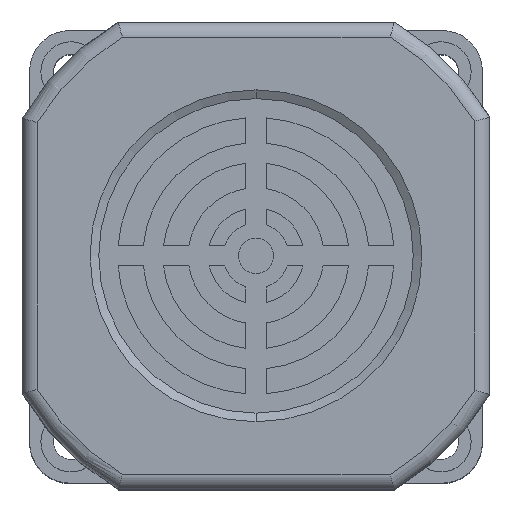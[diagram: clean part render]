
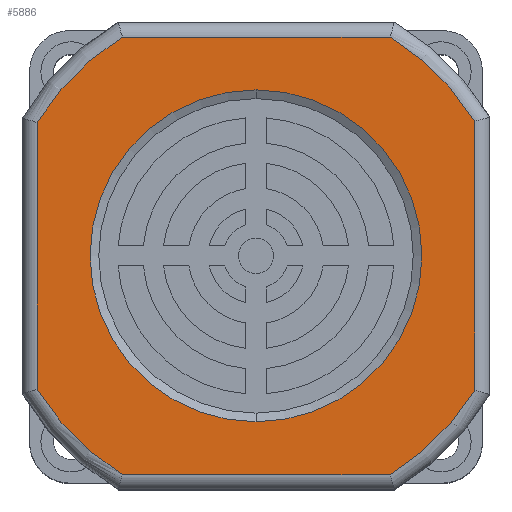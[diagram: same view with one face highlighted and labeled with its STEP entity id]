
A CAD part, top view. The second image highlights one B-rep face of the part: STEP entity #5886.
In plain terms, the highlighted face is planar.
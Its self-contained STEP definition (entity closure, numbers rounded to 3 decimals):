
#319 = DIRECTION ( 'NONE',  ( 0., 0., 1. ) ) ;
#335 = DIRECTION ( 'NONE',  ( 0., 0., 1. ) ) ;
#340 = CARTESIAN_POINT ( 'NONE',  ( 0., 0., 0. ) ) ;
#450 = DIRECTION ( 'NONE',  ( 0., 0., 1. ) ) ;
#526 = CARTESIAN_POINT ( 'NONE',  ( -43.5, 0., 0. ) ) ;
#1028 = VERTEX_POINT ( 'NONE', #13805 ) ;
#1088 = CIRCLE ( 'NONE', #15002, 51. ) ;
#1257 = ORIENTED_EDGE ( 'NONE', *, *, #6937, .T. ) ;
#1565 = DIRECTION ( 'NONE',  ( 0., 0., -1. ) ) ;
#2324 = VECTOR ( 'NONE', #335, 1000. ) ;
#2325 = CARTESIAN_POINT ( 'NONE',  ( 43.5, 0., 26.705 ) ) ;
#2382 = DIRECTION ( 'NONE',  ( 1., 0., 0. ) ) ;
#2658 = EDGE_LOOP ( 'NONE', ( #6421, #7279, #1257, #12307, #5731, #10663, #10338, #8495 ) ) ;
#2775 = VERTEX_POINT ( 'NONE', #2325 ) ;
#3134 = CIRCLE ( 'NONE', #6951, 51. ) ;
#3271 = ORIENTED_EDGE ( 'NONE', *, *, #10926, .F. ) ;
#3319 = CARTESIAN_POINT ( 'NONE',  ( 0.05, 0., 0. ) ) ;
#3593 = EDGE_CURVE ( 'NONE', #6248, #1028, #11316, .T. ) ;
#3643 = VERTEX_POINT ( 'NONE', #5818 ) ;
#3892 = CARTESIAN_POINT ( 'NONE',  ( 0.05, 0., 0. ) ) ;
#4030 = VECTOR ( 'NONE', #15330, 1000. ) ;
#4400 = DIRECTION ( 'NONE',  ( 0., -1., 0. ) ) ;
#4524 = DIRECTION ( 'NONE',  ( 0., 0., 1. ) ) ;
#4533 = CARTESIAN_POINT ( 'NONE',  ( 0.05, 0., 43.5 ) ) ;
#4646 = EDGE_CURVE ( 'NONE', #13548, #10438, #8006, .T. ) ;
#4890 = VECTOR ( 'NONE', #2382, 1000. ) ;
#5063 = CARTESIAN_POINT ( 'NONE',  ( -43.5, 0., -26.54 ) ) ;
#5074 = AXIS2_PLACEMENT_3D ( 'NONE', #11625, #4400, #12839 ) ;
#5096 = DIRECTION ( 'NONE',  ( 0., 0., 1. ) ) ;
#5199 = CARTESIAN_POINT ( 'NONE',  ( 43.5, 0., 0. ) ) ;
#5497 = AXIS2_PLACEMENT_3D ( 'NONE', #3319, #11747, #4524 ) ;
#5681 = VECTOR ( 'NONE', #8974, 1000. ) ;
#5731 = ORIENTED_EDGE ( 'NONE', *, *, #12427, .T. ) ;
#5818 = CARTESIAN_POINT ( 'NONE',  ( 0., 0., 33. ) ) ;
#5886 = ADVANCED_FACE ( 'NONE', ( #11345, #13807 ), #14737, .F. ) ;
#6248 = VERTEX_POINT ( 'NONE', #5063 ) ;
#6280 = LINE ( 'NONE', #5199, #2324 ) ;
#6421 = ORIENTED_EDGE ( 'NONE', *, *, #13703, .T. ) ;
#6583 = AXIS2_PLACEMENT_3D ( 'NONE', #12363, #7561, #319 ) ;
#6923 = DIRECTION ( 'NONE',  ( 0., -1., 0. ) ) ;
#6937 = EDGE_CURVE ( 'NONE', #1028, #8985, #14526, .T. ) ;
#6951 = AXIS2_PLACEMENT_3D ( 'NONE', #3892, #12337, #5096 ) ;
#7166 = CARTESIAN_POINT ( 'NONE',  ( 0.05, 0., -43.5 ) ) ;
#7279 = ORIENTED_EDGE ( 'NONE', *, *, #3593, .T. ) ;
#7380 = VERTEX_POINT ( 'NONE', #12922 ) ;
#7408 = AXIS2_PLACEMENT_3D ( 'NONE', #14177, #6923, #15361 ) ;
#7445 = CARTESIAN_POINT ( 'NONE',  ( 26.673, 0., 43.5 ) ) ;
#7561 = DIRECTION ( 'NONE',  ( 0., 1., 0. ) ) ;
#7679 = DIRECTION ( 'NONE',  ( 0., -1., 0. ) ) ;
#7802 = EDGE_CURVE ( 'NONE', #10438, #9435, #1088, .T. ) ;
#8006 = LINE ( 'NONE', #4533, #4030 ) ;
#8408 = ORIENTED_EDGE ( 'NONE', *, *, #15267, .F. ) ;
#8495 = ORIENTED_EDGE ( 'NONE', *, *, #7802, .T. ) ;
#8807 = DIRECTION ( 'NONE',  ( 0., -1., 0. ) ) ;
#8974 = DIRECTION ( 'NONE',  ( 0., 0., -1. ) ) ;
#8985 = VERTEX_POINT ( 'NONE', #10714 ) ;
#9105 = CARTESIAN_POINT ( 'NONE',  ( -26.572, 0., 43.5 ) ) ;
#9179 = CIRCLE ( 'NONE', #11010, 33. ) ;
#9435 = VERTEX_POINT ( 'NONE', #11608 ) ;
#9611 = CIRCLE ( 'NONE', #5497, 51. ) ;
#10338 = ORIENTED_EDGE ( 'NONE', *, *, #4646, .T. ) ;
#10438 = VERTEX_POINT ( 'NONE', #9105 ) ;
#10663 = ORIENTED_EDGE ( 'NONE', *, *, #14750, .T. ) ;
#10714 = CARTESIAN_POINT ( 'NONE',  ( 26.673, 0., -43.5 ) ) ;
#10896 = EDGE_CURVE ( 'NONE', #8985, #14837, #3134, .T. ) ;
#10926 = EDGE_CURVE ( 'NONE', #7380, #3643, #9179, .T. ) ;
#11010 = AXIS2_PLACEMENT_3D ( 'NONE', #340, #8807, #1565 ) ;
#11316 = CIRCLE ( 'NONE', #7408, 51. ) ;
#11345 = FACE_OUTER_BOUND ( 'NONE', #2658, .T. ) ;
#11608 = CARTESIAN_POINT ( 'NONE',  ( -43.5, 0., 26.54 ) ) ;
#11625 = CARTESIAN_POINT ( 'NONE',  ( 0., 0., 0. ) ) ;
#11720 = LINE ( 'NONE', #526, #5681 ) ;
#11747 = DIRECTION ( 'NONE',  ( 0., -1., 0. ) ) ;
#12307 = ORIENTED_EDGE ( 'NONE', *, *, #10896, .T. ) ;
#12337 = DIRECTION ( 'NONE',  ( 0., -1., 0. ) ) ;
#12363 = CARTESIAN_POINT ( 'NONE',  ( 0.05, 0., 0. ) ) ;
#12427 = EDGE_CURVE ( 'NONE', #14837, #2775, #6280, .T. ) ;
#12429 = CIRCLE ( 'NONE', #5074, 33. ) ;
#12839 = DIRECTION ( 'NONE',  ( 0., 0., -1. ) ) ;
#12922 = CARTESIAN_POINT ( 'NONE',  ( 0., 0., -33. ) ) ;
#13548 = VERTEX_POINT ( 'NONE', #7445 ) ;
#13703 = EDGE_CURVE ( 'NONE', #9435, #6248, #11720, .T. ) ;
#13805 = CARTESIAN_POINT ( 'NONE',  ( -26.572, 0., -43.5 ) ) ;
#13807 = FACE_BOUND ( 'NONE', #15188, .T. ) ;
#14177 = CARTESIAN_POINT ( 'NONE',  ( 0.05, 0., 0. ) ) ;
#14286 = CARTESIAN_POINT ( 'NONE',  ( 43.5, 0., -26.705 ) ) ;
#14526 = LINE ( 'NONE', #7166, #4890 ) ;
#14737 = PLANE ( 'NONE',  #6583 ) ;
#14750 = EDGE_CURVE ( 'NONE', #2775, #13548, #9611, .T. ) ;
#14837 = VERTEX_POINT ( 'NONE', #14286 ) ;
#14902 = CARTESIAN_POINT ( 'NONE',  ( 0.05, 0., 0. ) ) ;
#15002 = AXIS2_PLACEMENT_3D ( 'NONE', #14902, #7679, #450 ) ;
#15188 = EDGE_LOOP ( 'NONE', ( #3271, #8408 ) ) ;
#15267 = EDGE_CURVE ( 'NONE', #3643, #7380, #12429, .T. ) ;
#15330 = DIRECTION ( 'NONE',  ( -1., 0., 0. ) ) ;
#15361 = DIRECTION ( 'NONE',  ( 0., 0., 1. ) ) ;
